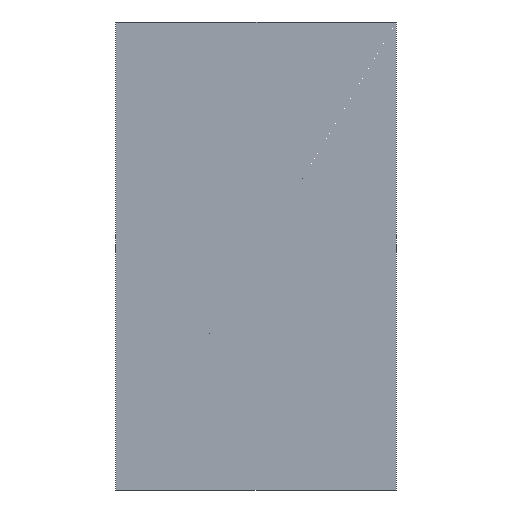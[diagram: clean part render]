
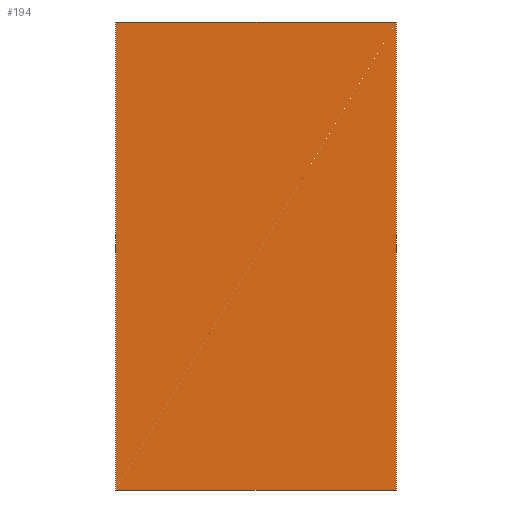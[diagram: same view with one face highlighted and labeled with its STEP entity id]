
A CAD part, left-side view. The second image highlights one B-rep face of the part: STEP entity #194.
In plain terms, the highlighted planar face has unit normal (-1, 0, 0).
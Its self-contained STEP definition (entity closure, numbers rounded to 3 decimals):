
#22=FACE_OUTER_BOUND('',#34,.T.);
#34=EDGE_LOOP('',(#149,#150,#151,#152));
#41=LINE('',#288,#65);
#45=LINE('',#296,#69);
#48=LINE('',#302,#72);
#51=LINE('',#307,#75);
#65=VECTOR('',#238,10.);
#69=VECTOR('',#244,10.);
#72=VECTOR('',#249,10.);
#75=VECTOR('',#254,10.);
#89=VERTEX_POINT('',#286);
#90=VERTEX_POINT('',#287);
#93=VERTEX_POINT('',#295);
#95=VERTEX_POINT('',#301);
#105=EDGE_CURVE('',#89,#90,#41,.T.);
#109=EDGE_CURVE('',#93,#89,#45,.T.);
#112=EDGE_CURVE('',#95,#93,#48,.T.);
#115=EDGE_CURVE('',#90,#95,#51,.T.);
#149=ORIENTED_EDGE('',*,*,#115,.F.);
#150=ORIENTED_EDGE('',*,*,#105,.F.);
#151=ORIENTED_EDGE('',*,*,#109,.F.);
#152=ORIENTED_EDGE('',*,*,#112,.F.);
#182=PLANE('',#227);
#194=ADVANCED_FACE('',(#22),#182,.F.);
#227=AXIS2_PLACEMENT_3D('',#310,#258,#259);
#238=DIRECTION('',(0.,-1.,0.));
#244=DIRECTION('',(0.,0.,1.));
#249=DIRECTION('',(0.,1.,0.));
#254=DIRECTION('',(0.,0.,-1.));
#258=DIRECTION('center_axis',(1.,0.,0.));
#259=DIRECTION('ref_axis',(0.,0.,-1.));
#286=CARTESIAN_POINT('',(0.,15.,25.));
#287=CARTESIAN_POINT('',(0.,-15.,25.));
#288=CARTESIAN_POINT('',(0.,15.,25.));
#295=CARTESIAN_POINT('',(0.,15.,-25.));
#296=CARTESIAN_POINT('',(0.,15.,-25.));
#301=CARTESIAN_POINT('',(0.,-15.,-25.));
#302=CARTESIAN_POINT('',(0.,-15.,-25.));
#307=CARTESIAN_POINT('',(0.,-15.,25.));
#310=CARTESIAN_POINT('Origin',(0.,0.,0.));
